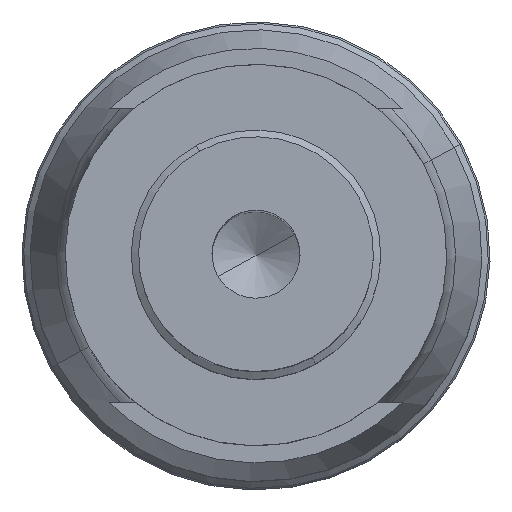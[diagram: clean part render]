
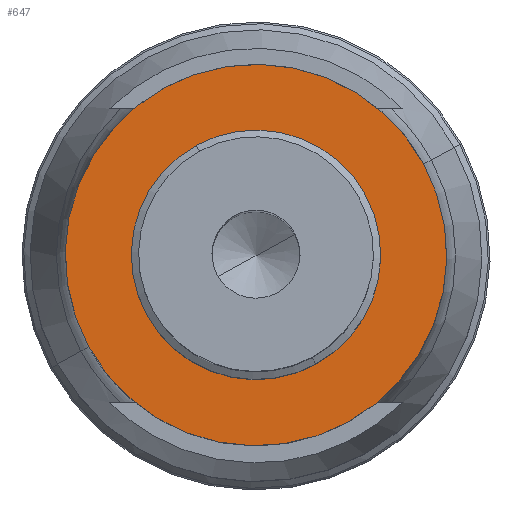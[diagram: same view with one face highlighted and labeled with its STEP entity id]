
A CAD part, top view. The second image highlights one B-rep face of the part: STEP entity #647.
In plain terms, the highlighted planar face has unit normal (0, 0, 1).
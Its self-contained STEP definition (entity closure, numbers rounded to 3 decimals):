
#591=AXIS2_PLACEMENT_3D('Circle Axis2P3D',#589,#590,$) ;
#610=AXIS2_PLACEMENT_3D('Circle Axis2P3D',#608,#609,$) ;
#623=AXIS2_PLACEMENT_3D('Plane Axis2P3D',#620,#621,#622) ;
#627=AXIS2_PLACEMENT_3D('Circle Axis2P3D',#625,#626,$) ;
#636=AXIS2_PLACEMENT_3D('Circle Axis2P3D',#634,#635,$) ;
#586=CARTESIAN_POINT('Vertex',(-2.038,3.73,22.95)) ;
#589=CARTESIAN_POINT('Axis2P3D Location',(0.,0.,22.95)) ;
#593=CARTESIAN_POINT('Vertex',(2.038,-3.73,22.95)) ;
#608=CARTESIAN_POINT('Axis2P3D Location',(0.,0.,22.95)) ;
#620=CARTESIAN_POINT('Axis2P3D Location',(0.,5.309,22.95)) ;
#625=CARTESIAN_POINT('Axis2P3D Location',(0.,0.,22.95)) ;
#629=CARTESIAN_POINT('Vertex',(-5.704,-3.116,22.95)) ;
#631=CARTESIAN_POINT('Vertex',(5.704,3.116,22.95)) ;
#634=CARTESIAN_POINT('Axis2P3D Location',(0.,0.,22.95)) ;
#590=DIRECTION('Axis2P3D Direction',(0.,0.,1.)) ;
#609=DIRECTION('Axis2P3D Direction',(0.,0.,1.)) ;
#621=DIRECTION('Axis2P3D Direction',(0.,0.,1.)) ;
#622=DIRECTION('Axis2P3D XDirection',(1.,0.,0.)) ;
#626=DIRECTION('Axis2P3D Direction',(0.,0.,1.)) ;
#635=DIRECTION('Axis2P3D Direction',(0.,0.,1.)) ;
#640=ORIENTED_EDGE('',*,*,#633,.F.) ;
#641=ORIENTED_EDGE('',*,*,#638,.F.) ;
#644=ORIENTED_EDGE('',*,*,#595,.T.) ;
#645=ORIENTED_EDGE('',*,*,#612,.T.) ;
#646=FACE_BOUND('',#643,.T.) ;
#647=ADVANCED_FACE('NOCUT',(#642,#646),#624,.T.) ;
#592=CIRCLE('generated circle',#591,4.25) ;
#611=CIRCLE('generated circle',#610,4.25) ;
#628=CIRCLE('generated circle',#627,6.5) ;
#637=CIRCLE('generated circle',#636,6.5) ;
#595=EDGE_CURVE('',#594,#587,#592,.F.) ;
#612=EDGE_CURVE('',#587,#594,#611,.F.) ;
#633=EDGE_CURVE('',#630,#632,#628,.F.) ;
#638=EDGE_CURVE('',#632,#630,#637,.F.) ;
#639=EDGE_LOOP('',(#640,#641)) ;
#643=EDGE_LOOP('',(#644,#645)) ;
#642=FACE_OUTER_BOUND('',#639,.T.) ;
#624=PLANE('',#623) ;
#587=VERTEX_POINT('',#586) ;
#594=VERTEX_POINT('',#593) ;
#630=VERTEX_POINT('',#629) ;
#632=VERTEX_POINT('',#631) ;
